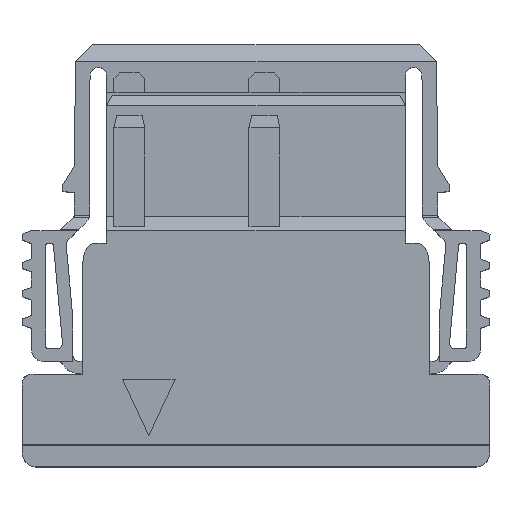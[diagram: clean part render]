
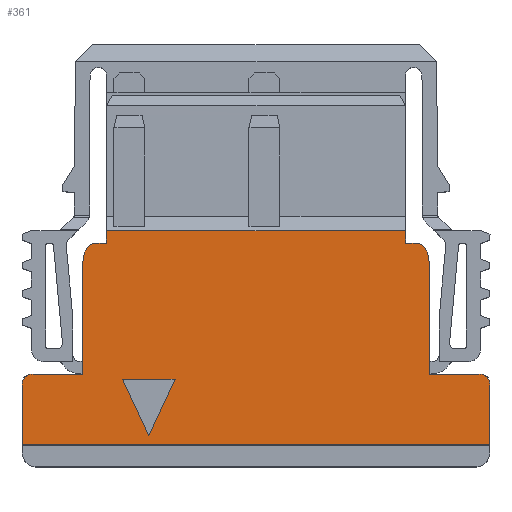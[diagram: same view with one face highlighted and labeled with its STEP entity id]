
A CAD part, top view. The second image highlights one B-rep face of the part: STEP entity #361.
In plain terms, the highlighted planar face has unit normal (0, 0, 1).
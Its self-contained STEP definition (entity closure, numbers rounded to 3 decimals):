
#35=CARTESIAN_POINT('',(9.97,-5.1,4.98));
#36=VERTEX_POINT('',#35);
#69=CARTESIAN_POINT('',(9.97,-1.316,4.98));
#70=VERTEX_POINT('',#69);
#77=CARTESIAN_POINT('',(9.97,-5.1,4.98));
#78=DIRECTION('',(0.,1.,0.));
#79=VECTOR('',#78,3.784);
#80=LINE('',#77,#79);
#81=EDGE_CURVE('',#36,#70,#80,.T.);
#93=CARTESIAN_POINT('',(11.72,-5.1,4.98));
#94=VERTEX_POINT('',#93);
#116=CARTESIAN_POINT('',(9.97,-5.1,4.98));
#117=DIRECTION('',(1.,0.,0.));
#118=VECTOR('',#117,1.75);
#119=LINE('',#116,#118);
#120=EDGE_CURVE('',#36,#94,#119,.T.);
#172=CARTESIAN_POINT('',(9.47,-0.45,4.98));
#173=VERTEX_POINT('',#172);
#174=CARTESIAN_POINT('',(9.47,-0.45,4.98));
#175=CARTESIAN_POINT('',(9.97,-0.45,4.98));
#176=CARTESIAN_POINT('',(9.97,-1.316,4.98));
#177=B_SPLINE_CURVE_WITH_KNOTS('',2,(#174,#175,#176),.UNSPECIFIED.,.F.,.U.,(3,3),(0.,1.),.UNSPECIFIED.);
#178=EDGE_CURVE('',#173,#70,#177,.T.);
#221=CARTESIAN_POINT('',(3.81,-3.8,4.98));
#222=DIRECTION('',(-1.,0.,0.));
#223=DIRECTION('',(0.,0.,1.));
#224=AXIS2_PLACEMENT_3D('',#221,#223,#222);
#225=PLANE('',#224);
#226=CARTESIAN_POINT('',(12.12,-7.6,4.98));
#227=VERTEX_POINT('',#226);
#228=CARTESIAN_POINT('',(12.12,-5.5,4.98));
#229=VERTEX_POINT('',#228);
#230=CARTESIAN_POINT('',(12.12,-7.6,4.98));
#231=DIRECTION('',(0.,1.,0.));
#232=VECTOR('',#231,2.1);
#233=LINE('',#230,#232);
#234=EDGE_CURVE('',#227,#229,#233,.T.);
#235=ORIENTED_EDGE('',*,*,#234,.T.);
#236=CARTESIAN_POINT('',(11.72,-5.5,4.98));
#237=DIRECTION('',(0.,1.,0.));
#238=DIRECTION('',(0.,0.,-1.));
#239=AXIS2_PLACEMENT_3D('',#236,#238,#237);
#240=CIRCLE('',#239,0.4);
#241=EDGE_CURVE('',#94,#229,#240,.T.);
#242=ORIENTED_EDGE('',*,*,#241,.F.);
#243=ORIENTED_EDGE('',*,*,#120,.F.);
#244=ORIENTED_EDGE('',*,*,#81,.T.);
#245=ORIENTED_EDGE('',*,*,#178,.F.);
#246=CARTESIAN_POINT('',(9.12,-0.45,4.98));
#247=VERTEX_POINT('',#246);
#248=CARTESIAN_POINT('',(9.12,-0.45,4.98));
#249=DIRECTION('',(1.,0.,0.));
#250=VECTOR('',#249,0.35);
#251=LINE('',#248,#250);
#252=EDGE_CURVE('',#247,#173,#251,.T.);
#253=ORIENTED_EDGE('',*,*,#252,.F.);
#254=CARTESIAN_POINT('',(9.12,0.,4.98));
#255=VERTEX_POINT('',#254);
#256=CARTESIAN_POINT('',(9.12,-0.45,4.98));
#257=DIRECTION('',(0.,1.,0.));
#258=VECTOR('',#257,0.45);
#259=LINE('',#256,#258);
#260=EDGE_CURVE('',#247,#255,#259,.T.);
#261=ORIENTED_EDGE('',*,*,#260,.T.);
#262=CARTESIAN_POINT('',(-1.5,0.,4.98));
#263=VERTEX_POINT('',#262);
#264=CARTESIAN_POINT('',(9.12,0.,4.98));
#265=DIRECTION('',(-1.,0.,0.));
#266=VECTOR('',#265,10.62);
#267=LINE('',#264,#266);
#268=EDGE_CURVE('',#255,#263,#267,.T.);
#269=ORIENTED_EDGE('',*,*,#268,.T.);
#270=CARTESIAN_POINT('',(-1.5,-0.45,4.98));
#271=VERTEX_POINT('',#270);
#272=CARTESIAN_POINT('',(-1.5,0.,4.98));
#273=DIRECTION('',(0.,-1.,0.));
#274=VECTOR('',#273,0.45);
#275=LINE('',#272,#274);
#276=EDGE_CURVE('',#263,#271,#275,.T.);
#277=ORIENTED_EDGE('',*,*,#276,.T.);
#278=CARTESIAN_POINT('',(-1.85,-0.45,4.98));
#279=VERTEX_POINT('',#278);
#280=CARTESIAN_POINT('',(-1.5,-0.45,4.98));
#281=DIRECTION('',(-1.,0.,0.));
#282=VECTOR('',#281,0.35);
#283=LINE('',#280,#282);
#284=EDGE_CURVE('',#271,#279,#283,.T.);
#285=ORIENTED_EDGE('',*,*,#284,.T.);
#286=CARTESIAN_POINT('',(-2.35,-1.316,4.98));
#287=VERTEX_POINT('',#286);
#288=CARTESIAN_POINT('',(-1.85,-0.45,4.98));
#289=CARTESIAN_POINT('',(-2.35,-0.45,4.98));
#290=CARTESIAN_POINT('',(-2.35,-1.316,4.98));
#291=B_SPLINE_CURVE_WITH_KNOTS('',2,(#288,#289,#290),.UNSPECIFIED.,.F.,.U.,(3,3),(0.,1.),.UNSPECIFIED.);
#292=EDGE_CURVE('',#279,#287,#291,.T.);
#293=ORIENTED_EDGE('',*,*,#292,.T.);
#294=CARTESIAN_POINT('',(-2.35,-5.1,4.98));
#295=VERTEX_POINT('',#294);
#296=CARTESIAN_POINT('',(-2.35,-5.1,4.98));
#297=DIRECTION('',(0.,1.,0.));
#298=VECTOR('',#297,3.784);
#299=LINE('',#296,#298);
#300=EDGE_CURVE('',#295,#287,#299,.T.);
#301=ORIENTED_EDGE('',*,*,#300,.F.);
#302=CARTESIAN_POINT('',(-4.1,-5.1,4.98));
#303=VERTEX_POINT('',#302);
#304=CARTESIAN_POINT('',(-2.35,-5.1,4.98));
#305=DIRECTION('',(-1.,0.,0.));
#306=VECTOR('',#305,1.75);
#307=LINE('',#304,#306);
#308=EDGE_CURVE('',#295,#303,#307,.T.);
#309=ORIENTED_EDGE('',*,*,#308,.T.);
#310=CARTESIAN_POINT('',(-4.5,-5.5,4.98));
#311=VERTEX_POINT('',#310);
#312=CARTESIAN_POINT('',(-4.1,-5.5,4.98));
#313=DIRECTION('',(-1.,0.,0.));
#314=DIRECTION('',(0.,0.,-1.));
#315=AXIS2_PLACEMENT_3D('',#312,#314,#313);
#316=CIRCLE('',#315,0.4);
#317=EDGE_CURVE('',#311,#303,#316,.T.);
#318=ORIENTED_EDGE('',*,*,#317,.F.);
#319=CARTESIAN_POINT('',(-4.5,-7.6,4.98));
#320=VERTEX_POINT('',#319);
#321=CARTESIAN_POINT('',(-4.5,-7.6,4.98));
#322=DIRECTION('',(0.,1.,0.));
#323=VECTOR('',#322,2.1);
#324=LINE('',#321,#323);
#325=EDGE_CURVE('',#320,#311,#324,.T.);
#326=ORIENTED_EDGE('',*,*,#325,.F.);
#327=CARTESIAN_POINT('',(12.12,-7.6,4.98));
#328=DIRECTION('',(-1.,0.,0.));
#329=VECTOR('',#328,16.62);
#330=LINE('',#327,#329);
#331=EDGE_CURVE('',#227,#320,#330,.T.);
#332=ORIENTED_EDGE('',*,*,#331,.F.);
#333=EDGE_LOOP('',(#235,#242,#243,#244,#245,#253,#261,#269,#277,#285,#293,#301,#309,#318,#326,#332));
#334=FACE_OUTER_BOUND('',#333,.T.);
#335=CARTESIAN_POINT('',(-0.933,-5.29,4.98));
#336=VERTEX_POINT('',#335);
#337=CARTESIAN_POINT('',(0.933,-5.29,4.98));
#338=VERTEX_POINT('',#337);
#339=CARTESIAN_POINT('',(-0.933,-5.29,4.98));
#340=DIRECTION('',(1.,0.,0.));
#341=VECTOR('',#340,1.865);
#342=LINE('',#339,#341);
#343=EDGE_CURVE('',#336,#338,#342,.T.);
#344=ORIENTED_EDGE('',*,*,#343,.T.);
#345=CARTESIAN_POINT('',(0.,-7.29,4.98));
#346=VERTEX_POINT('',#345);
#347=CARTESIAN_POINT('',(0.933,-5.29,4.98));
#348=DIRECTION('',(-0.423,-0.906,0.));
#349=VECTOR('',#348,2.207);
#350=LINE('',#347,#349);
#351=EDGE_CURVE('',#338,#346,#350,.T.);
#352=ORIENTED_EDGE('',*,*,#351,.T.);
#353=CARTESIAN_POINT('',(0.,-7.29,4.98));
#354=DIRECTION('',(-0.423,0.906,0.));
#355=VECTOR('',#354,2.207);
#356=LINE('',#353,#355);
#357=EDGE_CURVE('',#346,#336,#356,.T.);
#358=ORIENTED_EDGE('',*,*,#357,.T.);
#359=EDGE_LOOP('',(#344,#352,#358));
#360=FACE_BOUND('',#359,.T.);
#361=ADVANCED_FACE('',(#334,#360),#225,.T.);
